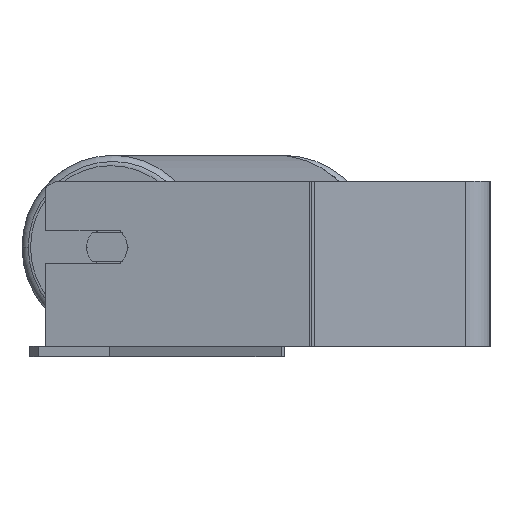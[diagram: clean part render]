
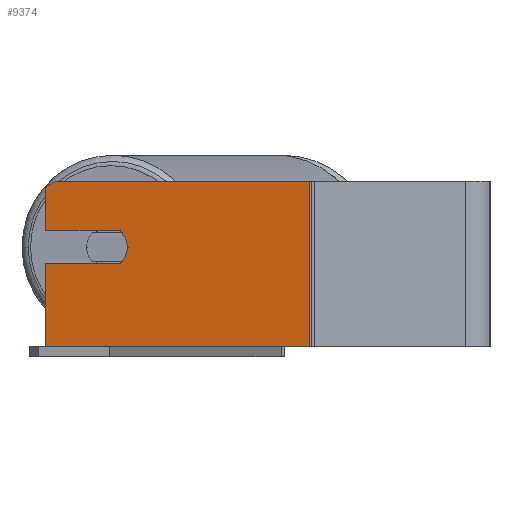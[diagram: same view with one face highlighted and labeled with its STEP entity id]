
A CAD part, left-side view. The second image highlights one B-rep face of the part: STEP entity #9374.
In plain terms, the highlighted planar face has unit normal (-0.985, 0.174, 0).
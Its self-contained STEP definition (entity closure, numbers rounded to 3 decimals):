
#7 = EDGE_LOOP ( 'NONE', ( #5242, #7392, #6387, #9227, #132, #6483, #843, #1905, #5316, #1950 ) ) ;
#15 = DIRECTION ( 'NONE',  ( 0.174, 0.985, 0. ) ) ;
#132 = ORIENTED_EDGE ( 'NONE', *, *, #3171, .F. ) ;
#146 = EDGE_CURVE ( 'NONE', #1976, #663, #2674, .T. ) ;
#317 = AXIS2_PLACEMENT_3D ( 'NONE', #5066, #4476, #15 ) ;
#342 = VERTEX_POINT ( 'NONE', #6288 ) ;
#366 = CARTESIAN_POINT ( 'NONE',  ( -732.283, 215.074, -40. ) ) ;
#387 = CARTESIAN_POINT ( 'NONE',  ( -739.229, 175.681, 8. ) ) ;
#473 = LINE ( 'NONE', #8325, #4038 ) ;
#554 = VECTOR ( 'NONE', #4586, 1000. ) ;
#663 = VERTEX_POINT ( 'NONE', #4958 ) ;
#711 = FACE_OUTER_BOUND ( 'NONE', #7, .T. ) ;
#824 = LINE ( 'NONE', #8147, #3424 ) ;
#843 = ORIENTED_EDGE ( 'NONE', *, *, #8309, .F. ) ;
#884 = CIRCLE ( 'NONE', #4824, 10. ) ;
#1005 = DIRECTION ( 'NONE',  ( -0.174, -0.985, 0. ) ) ;
#1131 = VERTEX_POINT ( 'NONE', #8860 ) ;
#1199 = VERTEX_POINT ( 'NONE', #8246 ) ;
#1265 = CARTESIAN_POINT ( 'NONE',  ( -737.493, 185.529, 8. ) ) ;
#1396 = LINE ( 'NONE', #4911, #8094 ) ;
#1526 = LINE ( 'NONE', #2809, #2980 ) ;
#1542 = EDGE_CURVE ( 'NONE', #7382, #5852, #1526, .T. ) ;
#1613 = CARTESIAN_POINT ( 'NONE',  ( -737.493, 185.529, 8. ) ) ;
#1647 = DIRECTION ( 'NONE',  ( -0.174, -0.985, 0. ) ) ;
#1745 = DIRECTION ( 'NONE',  ( -0.174, -0.985, 0. ) ) ;
#1805 = EDGE_CURVE ( 'NONE', #5852, #342, #824, .T. ) ;
#1873 = CARTESIAN_POINT ( 'NONE',  ( -732.283, 215.074, 37.113 ) ) ;
#1905 = ORIENTED_EDGE ( 'NONE', *, *, #1542, .T. ) ;
#1945 = EDGE_CURVE ( 'NONE', #663, #1199, #473, .T. ) ;
#1950 = ORIENTED_EDGE ( 'NONE', *, *, #4712, .F. ) ;
#1976 = VERTEX_POINT ( 'NONE', #2561 ) ;
#2151 = PLANE ( 'NONE',  #317 ) ;
#2364 = LINE ( 'NONE', #3917, #7429 ) ;
#2561 = CARTESIAN_POINT ( 'NONE',  ( -733.152, 210.149, 40. ) ) ;
#2582 = DIRECTION ( 'NONE',  ( -0.985, 0.174, 0. ) ) ;
#2674 = LINE ( 'NONE', #1873, #5847 ) ;
#2809 = CARTESIAN_POINT ( 'NONE',  ( -732.283, 215.074, 40. ) ) ;
#2940 = VERTEX_POINT ( 'NONE', #387 ) ;
#2980 = VECTOR ( 'NONE', #6336, 1000. ) ;
#3171 = EDGE_CURVE ( 'NONE', #2940, #1131, #884, .T. ) ;
#3424 = VECTOR ( 'NONE', #1005, 1000. ) ;
#3442 = CARTESIAN_POINT ( 'NONE',  ( -732.283, 215.074, 0. ) ) ;
#3576 = EDGE_CURVE ( 'NONE', #1131, #1199, #5228, .T. ) ;
#3917 = CARTESIAN_POINT ( 'NONE',  ( -732.283, 215.074, 40. ) ) ;
#3964 = CARTESIAN_POINT ( 'NONE',  ( -738.535, 179.62, 16. ) ) ;
#4038 = VECTOR ( 'NONE', #6129, 1000. ) ;
#4187 = DIRECTION ( 'NONE',  ( -0.174, -0.985, 0. ) ) ;
#4476 = DIRECTION ( 'NONE',  ( 0.985, -0.174, 0. ) ) ;
#4586 = DIRECTION ( 'NONE',  ( 0.174, 0.985, 0. ) ) ;
#4712 = EDGE_CURVE ( 'NONE', #5632, #342, #6270, .T. ) ;
#4732 = DIRECTION ( 'NONE',  ( 0.15, 0.853, -0.5 ) ) ;
#4748 = CARTESIAN_POINT ( 'NONE',  ( -754.818, 87.275, 40. ) ) ;
#4791 = DIRECTION ( 'NONE',  ( 0., 0., -1. ) ) ;
#4824 = AXIS2_PLACEMENT_3D ( 'NONE', #1265, #2582, #6207 ) ;
#4911 = CARTESIAN_POINT ( 'NONE',  ( -738.535, 179.62, 0. ) ) ;
#4958 = CARTESIAN_POINT ( 'NONE',  ( -732.283, 215.074, 37.113 ) ) ;
#4963 = EDGE_CURVE ( 'NONE', #6213, #2940, #7407, .T. ) ;
#5066 = CARTESIAN_POINT ( 'NONE',  ( -732.283, 215.074, 40. ) ) ;
#5228 = LINE ( 'NONE', #3964, #554 ) ;
#5242 = ORIENTED_EDGE ( 'NONE', *, *, #6558, .F. ) ;
#5316 = ORIENTED_EDGE ( 'NONE', *, *, #1805, .T. ) ;
#5632 = VERTEX_POINT ( 'NONE', #6485 ) ;
#5847 = VECTOR ( 'NONE', #4732, 1000. ) ;
#5852 = VERTEX_POINT ( 'NONE', #366 ) ;
#6129 = DIRECTION ( 'NONE',  ( 0., 0., -1. ) ) ;
#6207 = DIRECTION ( 'NONE',  ( -0.174, -0.985, 0. ) ) ;
#6213 = VERTEX_POINT ( 'NONE', #7012 ) ;
#6270 = LINE ( 'NONE', #4748, #6672 ) ;
#6288 = CARTESIAN_POINT ( 'NONE',  ( -754.818, 87.275, -40. ) ) ;
#6336 = DIRECTION ( 'NONE',  ( 0., 0., -1. ) ) ;
#6366 = AXIS2_PLACEMENT_3D ( 'NONE', #1613, #7482, #1745 ) ;
#6387 = ORIENTED_EDGE ( 'NONE', *, *, #1945, .T. ) ;
#6483 = ORIENTED_EDGE ( 'NONE', *, *, #4963, .F. ) ;
#6485 = CARTESIAN_POINT ( 'NONE',  ( -754.818, 87.275, 40. ) ) ;
#6558 = EDGE_CURVE ( 'NONE', #1976, #5632, #2364, .T. ) ;
#6672 = VECTOR ( 'NONE', #4791, 1000. ) ;
#7012 = CARTESIAN_POINT ( 'NONE',  ( -738.535, 179.62, 0. ) ) ;
#7382 = VERTEX_POINT ( 'NONE', #3442 ) ;
#7392 = ORIENTED_EDGE ( 'NONE', *, *, #146, .T. ) ;
#7407 = CIRCLE ( 'NONE', #6366, 10. ) ;
#7429 = VECTOR ( 'NONE', #1647, 1000. ) ;
#7482 = DIRECTION ( 'NONE',  ( -0.985, 0.174, 0. ) ) ;
#8094 = VECTOR ( 'NONE', #4187, 1000. ) ;
#8147 = CARTESIAN_POINT ( 'NONE',  ( -732.283, 215.074, -40. ) ) ;
#8246 = CARTESIAN_POINT ( 'NONE',  ( -732.283, 215.074, 16. ) ) ;
#8309 = EDGE_CURVE ( 'NONE', #7382, #6213, #1396, .T. ) ;
#8325 = CARTESIAN_POINT ( 'NONE',  ( -732.283, 215.074, 40. ) ) ;
#8860 = CARTESIAN_POINT ( 'NONE',  ( -738.535, 179.62, 16. ) ) ;
#9227 = ORIENTED_EDGE ( 'NONE', *, *, #3576, .F. ) ;
#9374 = ADVANCED_FACE ( 'NONE', ( #711 ), #2151, .F. ) ;
